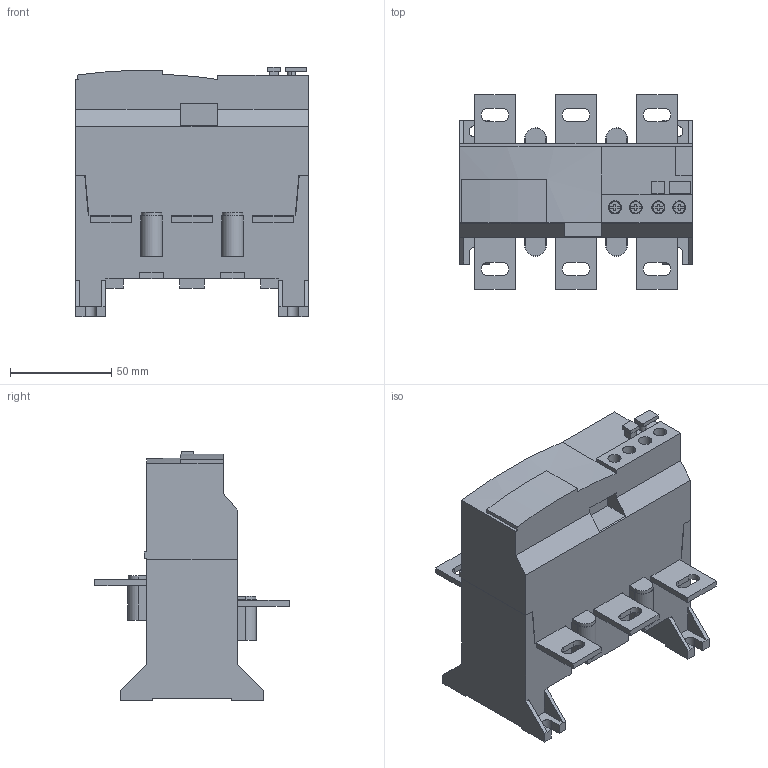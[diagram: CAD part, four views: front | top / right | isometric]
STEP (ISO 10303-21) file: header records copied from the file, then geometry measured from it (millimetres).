
FILE_DESCRIPTION(('STEP AP214'),'1');
FILE_NAME(' ',' ',('TraceParts'),('TraceParts S.A.'),'XStep 1.0',' ',' ');
FILE_SCHEMA(('automotive_design'));
Length unit declared in the file: millimetre
Products named in the file (1): LR9F57-63-67-69_S_SW0001_2
Bounding box: 115 x 96 x 123.45 mm (x, y, z)
Volume: 536009.4 mm3; surface area: 83976.7 mm2
Topology: 1 solids, 5 shells, 461 faces, 1251 edges, 819 vertices
Faces by surface type: plane 371, cylinder 90
Entity records: 14566 total; most frequent: CARTESIAN_POINT 2654, ORIENTED_EDGE 2502, DIRECTION 2401, EDGE_CURVE 1251, LINE 1021, VECTOR 1021, VERTEX_POINT 819, AXIS2_PLACEMENT_3D 690
